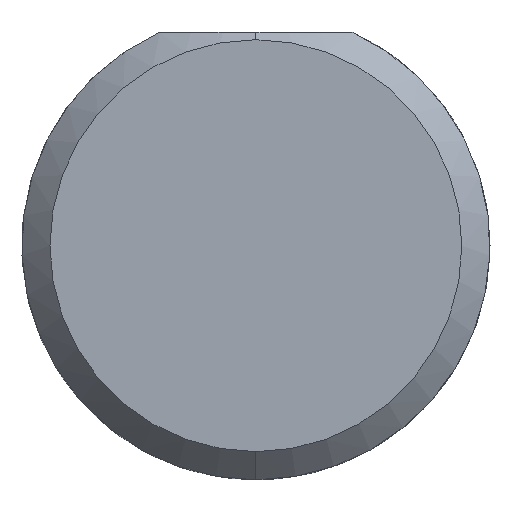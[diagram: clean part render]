
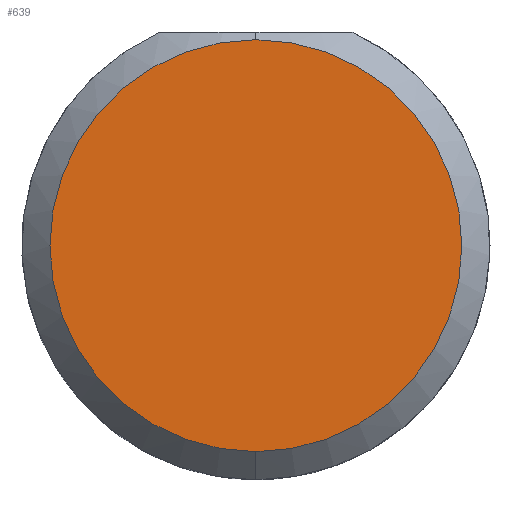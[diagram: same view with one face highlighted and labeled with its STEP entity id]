
A CAD part, left-side view. The second image highlights one B-rep face of the part: STEP entity #639.
In plain terms, the highlighted planar face has unit normal (-1, 0, 0).
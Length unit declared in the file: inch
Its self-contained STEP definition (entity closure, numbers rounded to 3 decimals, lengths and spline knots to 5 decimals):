
#15 = FACE_OUTER_BOUND ( 'NONE', #302, .T. ) ;
#73 = ORIENTED_EDGE ( 'NONE', *, *, #566, .T. ) ;
#80 = CARTESIAN_POINT ( 'NONE',  ( 0., 0., -0.10985 ) ) ;
#96 = AXIS2_PLACEMENT_3D ( 'NONE', #340, #285, #272 ) ;
#156 = CARTESIAN_POINT ( 'NONE',  ( 0., 0., 0. ) ) ;
#233 = VERTEX_POINT ( 'NONE', #633 ) ;
#267 = VERTEX_POINT ( 'NONE', #80 ) ;
#269 = AXIS2_PLACEMENT_3D ( 'NONE', #484, #413, #598 ) ;
#272 = DIRECTION ( 'NONE',  ( 0., 0., 1. ) ) ;
#282 = DIRECTION ( 'NONE',  ( -1., 0., 0. ) ) ;
#285 = DIRECTION ( 'NONE',  ( -1., 0., 0. ) ) ;
#302 = EDGE_LOOP ( 'NONE', ( #733, #73 ) ) ;
#340 = CARTESIAN_POINT ( 'NONE',  ( 0., 0., 0. ) ) ;
#344 = PLANE ( 'NONE',  #269 ) ;
#413 = DIRECTION ( 'NONE',  ( 1., 0., 0. ) ) ;
#421 = EDGE_CURVE ( 'NONE', #267, #233, #634, .T. ) ;
#457 = CIRCLE ( 'NONE', #673, 0.10985 ) ;
#484 = CARTESIAN_POINT ( 'NONE',  ( 0., 0., 0. ) ) ;
#566 = EDGE_CURVE ( 'NONE', #233, #267, #457, .T. ) ;
#598 = DIRECTION ( 'NONE',  ( 0., 0., -1. ) ) ;
#633 = CARTESIAN_POINT ( 'NONE',  ( 0., 0., 0.10985 ) ) ;
#634 = CIRCLE ( 'NONE', #96, 0.10985 ) ;
#639 = ADVANCED_FACE ( 'NONE', ( #15 ), #344, .F. ) ;
#673 = AXIS2_PLACEMENT_3D ( 'NONE', #156, #282, #728 ) ;
#728 = DIRECTION ( 'NONE',  ( 0., 0., 1. ) ) ;
#733 = ORIENTED_EDGE ( 'NONE', *, *, #421, .T. ) ;
